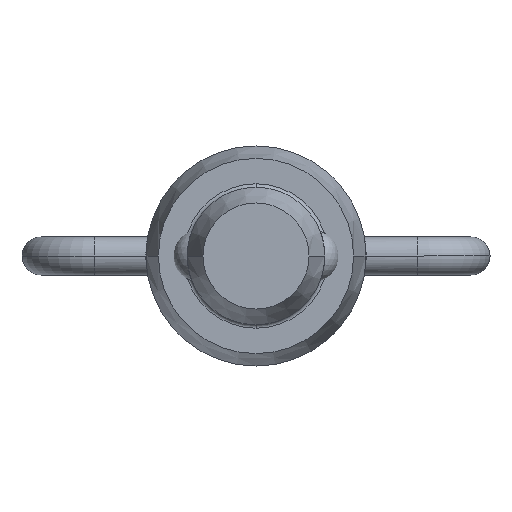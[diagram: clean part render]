
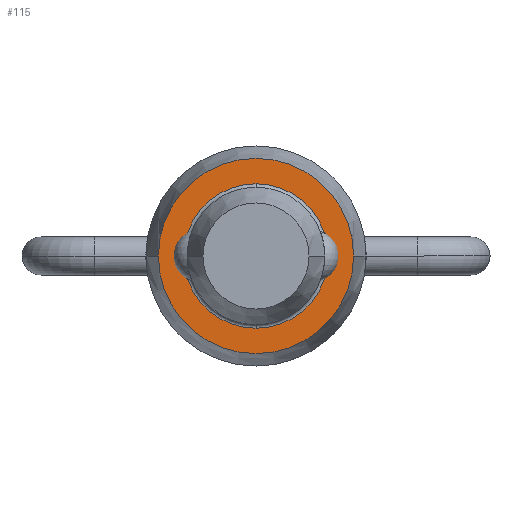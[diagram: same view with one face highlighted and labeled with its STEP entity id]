
A CAD part, front view. The second image highlights one B-rep face of the part: STEP entity #115.
In plain terms, the highlighted planar face has unit normal (0, -1, 0).
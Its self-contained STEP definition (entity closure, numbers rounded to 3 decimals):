
#115=ADVANCED_FACE('',(#240,#241),#242,.T.);
#240=FACE_OUTER_BOUND('',#373,.T.);
#241=FACE_BOUND('',#374,.T.);
#242=PLANE('',#375);
#373=EDGE_LOOP('',(#639,#640));
#374=EDGE_LOOP('',(#641,#642,#643));
#375=AXIS2_PLACEMENT_3D('',#644,#645,#646);
#639=ORIENTED_EDGE('',*,*,#900,.T.);
#640=ORIENTED_EDGE('',*,*,#837,.T.);
#641=ORIENTED_EDGE('',*,*,#884,.T.);
#642=ORIENTED_EDGE('',*,*,#794,.T.);
#643=ORIENTED_EDGE('',*,*,#885,.T.);
#644=CARTESIAN_POINT('',(-5.259,0.0,0.0));
#645=DIRECTION('',(0.,-1.0,0.0));
#646=DIRECTION('',(1.0,0.,0.0));
#794=EDGE_CURVE('',#933,#939,#941,.T.);
#837=EDGE_CURVE('',#1013,#1010,#1014,.T.);
#884=EDGE_CURVE('',#1081,#933,#1082,.T.);
#885=EDGE_CURVE('',#939,#1081,#1083,.T.);
#900=EDGE_CURVE('',#1010,#1013,#1104,.T.);
#933=VERTEX_POINT('',#1138);
#939=VERTEX_POINT('',#1144);
#941=CIRCLE('',#1146,4.169);
#1010=VERTEX_POINT('',#1307);
#1013=VERTEX_POINT('',#1311);
#1014=CIRCLE('',#1312,5.632);
#1081=VERTEX_POINT('',#1407);
#1082=CIRCLE('',#1408,4.169);
#1083=CIRCLE('',#1409,4.169);
#1104=CIRCLE('',#1460,5.632);
#1138=CARTESIAN_POINT('',(0.,0.,4.169));
#1144=CARTESIAN_POINT('',(0.,0.,-4.169));
#1146=AXIS2_PLACEMENT_3D('',#1553,#1554,#1555);
#1307=CARTESIAN_POINT('',(-5.632,0.0,0.0));
#1311=CARTESIAN_POINT('',(5.632,0.,0.));
#1312=AXIS2_PLACEMENT_3D('',#1620,#1621,#1622);
#1407=CARTESIAN_POINT('',(-4.169,0.0,0.0));
#1408=AXIS2_PLACEMENT_3D('',#1703,#1704,#1705);
#1409=AXIS2_PLACEMENT_3D('',#1706,#1707,#1708);
#1460=AXIS2_PLACEMENT_3D('',#1725,#1726,#1727);
#1553=CARTESIAN_POINT('',(0.,0.0,0.0));
#1554=DIRECTION('',(0.,1.0,0.0));
#1555=DIRECTION('',(-1.0,0.,0.0));
#1620=CARTESIAN_POINT('',(0.,0.0,0.));
#1621=DIRECTION('',(0.,-1.0,0.0));
#1622=DIRECTION('',(-1.0,0.,0.0));
#1703=CARTESIAN_POINT('',(0.,0.0,0.0));
#1704=DIRECTION('',(0.,1.0,0.0));
#1705=DIRECTION('',(-1.0,0.,0.0));
#1706=CARTESIAN_POINT('',(0.,0.0,0.0));
#1707=DIRECTION('',(0.,1.0,0.0));
#1708=DIRECTION('',(-1.0,0.,0.0));
#1725=CARTESIAN_POINT('',(0.,0.0,0.));
#1726=DIRECTION('',(0.,-1.0,0.0));
#1727=DIRECTION('',(-1.0,0.,0.0));
